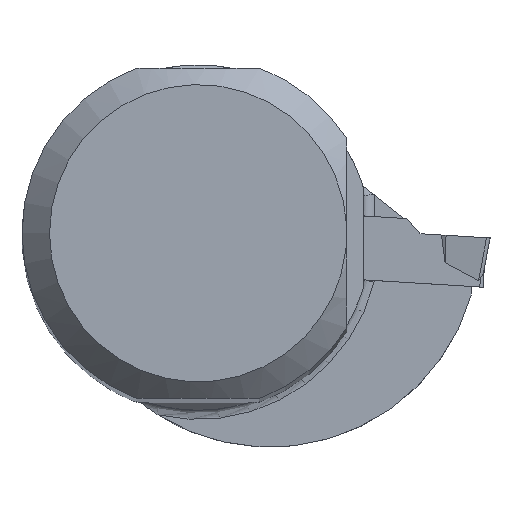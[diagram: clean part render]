
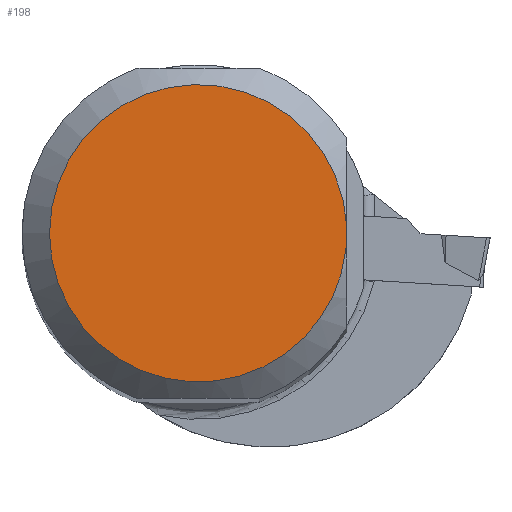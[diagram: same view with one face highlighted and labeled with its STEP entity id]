
A CAD part, top view. The second image highlights one B-rep face of the part: STEP entity #198.
In plain terms, the highlighted planar face has unit normal (0, 0, 1).
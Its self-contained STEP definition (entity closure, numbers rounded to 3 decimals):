
#130=PLANE('',#1888);
#198=ADVANCED_FACE('TB_BL_N10_SU6',(#317),#130,.T.);
#317=FACE_OUTER_BOUND('',#407,.T.);
#407=EDGE_LOOP('',(#1017));
#767=CIRCLE('',#1884,13.5);
#1017=ORIENTED_EDGE('',*,*,#1614,.T.);
#1423=VERTEX_POINT('',#2857);
#1614=EDGE_CURVE('',#1423,#1423,#767,.T.);
#1884=AXIS2_PLACEMENT_3D('',#2856,#2182,#2183);
#1888=AXIS2_PLACEMENT_3D('',#2941,#2190,#2191);
#2182=DIRECTION('',(0.,0.,1.));
#2183=DIRECTION('',(-1.,0.,0.));
#2190=DIRECTION('',(0.,0.,1.));
#2191=DIRECTION('',(-1.,0.,0.));
#2856=CARTESIAN_POINT('',(0.,0.,0.));
#2857=CARTESIAN_POINT('',(-13.5,0.,0.));
#2941=CARTESIAN_POINT('',(0.,0.,0.));
